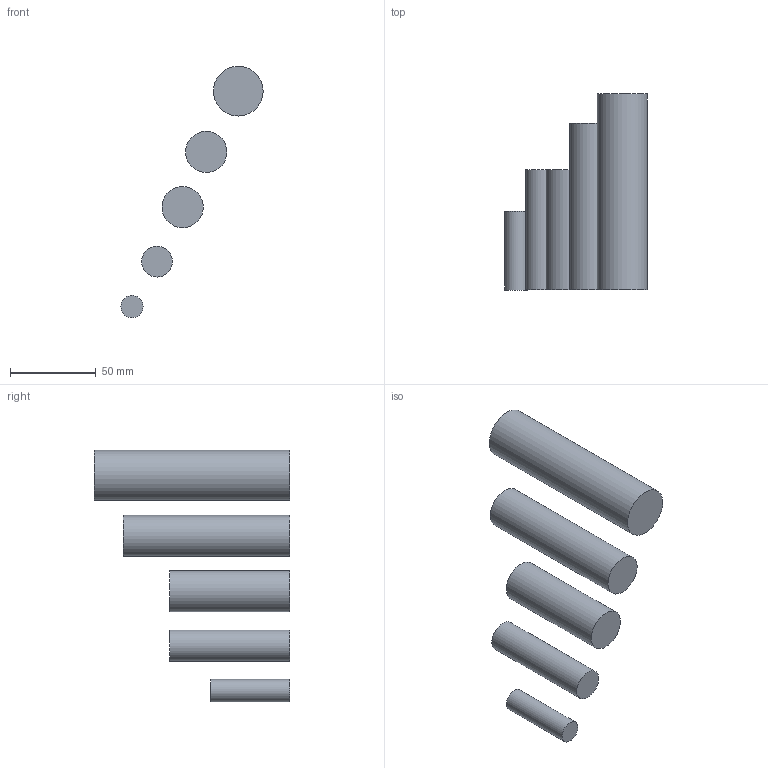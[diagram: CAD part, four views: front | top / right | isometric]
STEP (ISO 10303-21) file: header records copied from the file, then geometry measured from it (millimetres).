
FILE_DESCRIPTION(/* description */ (''),/* implementation_level */ '2;1');
FILE_NAME(/* name */ 'SizeComparison v3.step',/* time_stamp */ '2023-09-28T23:18:06-04:00',/* author */ (''),/* organization */ (''),/* preprocessor_version */ 'ST-DEVELOPER v20',/* originating_system */ 'Autodesk Translation Framework v12.14.0.127',/* authorisation */ '');
FILE_SCHEMA (('AUTOMOTIVE_DESIGN { 1 0 10303 214 3 1 1 }'));
Length unit declared in the file: millimetre
Products named in the file (6): SizeComparison; Estes_C6-5_Motor; Estes_D-12_Motor; Estes_E12_Motor; Estes_F15-4_Motor; Estes_A3-4T_Motor
Assembly tree (5 placements, depth 2):
  SizeComparison
    Estes_C6-5_Motor
    Estes_D-12_Motor
    Estes_E12_Motor
    Estes_F15-4_Motor
    Estes_A3-4T_Motor
Bounding box: 82.91 x 114 x 146.49 mm (x, y, z)
Volume: 174766.8 mm3; surface area: 32719.7 mm2
Topology: 5 solids, 5 shells, 15 faces, 15 edges, 10 vertices
Faces by surface type: plane 10, cylinder 5
Full cylindrical faces by diameter (mm): 13 x1, 18 x1, 24 x2, 29 x1
Entity records: 495 total; most frequent: DIRECTION 77, CARTESIAN_POINT 51, AXIS2_PLACEMENT_3D 36, ORIENTED_EDGE 30, FACE_OUTER_BOUND 15, EDGE_LOOP 15, EDGE_CURVE 15, ADVANCED_FACE 15
